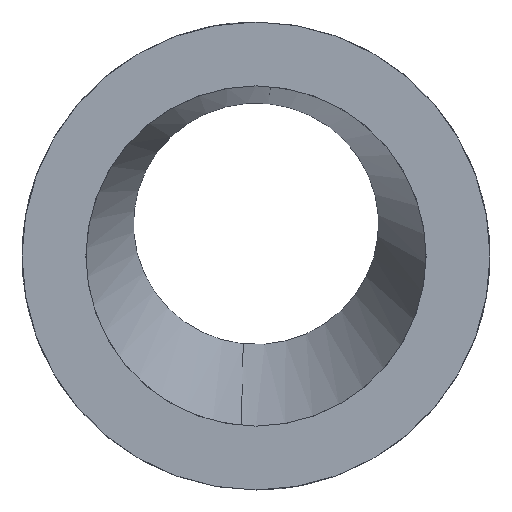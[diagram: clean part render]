
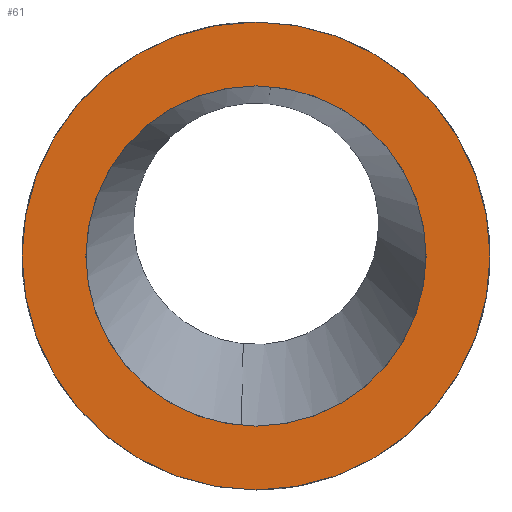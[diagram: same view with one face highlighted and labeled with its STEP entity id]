
A CAD part, front view. The second image highlights one B-rep face of the part: STEP entity #61.
In plain terms, the highlighted planar face has unit normal (0, -1, 0).
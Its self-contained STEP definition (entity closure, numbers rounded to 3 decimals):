
#53 = CIRCLE ( 'NONE', #1089, 31.5 ) ;
#61 = ADVANCED_FACE ( 'NONE', ( #717, #932 ), #363, .F. ) ;
#79 = DIRECTION ( 'NONE',  ( 0., 0., 1. ) ) ;
#120 = CARTESIAN_POINT ( 'NONE',  ( 0., -1.2, 31.5 ) ) ;
#151 = CARTESIAN_POINT ( 'NONE',  ( 0., -1.2, 0. ) ) ;
#153 = DIRECTION ( 'NONE',  ( 0., 1., 0. ) ) ;
#169 = DIRECTION ( 'NONE',  ( 0., 0., 1. ) ) ;
#175 = DIRECTION ( 'NONE',  ( 0., 0., 1. ) ) ;
#191 = CIRCLE ( 'NONE', #387, 22.9 ) ;
#192 = DIRECTION ( 'NONE',  ( 0., 1., 0. ) ) ;
#222 = ORIENTED_EDGE ( 'NONE', *, *, #395, .F. ) ;
#237 = AXIS2_PLACEMENT_3D ( 'NONE', #842, #505, #1309 ) ;
#321 = CARTESIAN_POINT ( 'NONE',  ( 0., -1.2, -31.5 ) ) ;
#355 = ORIENTED_EDGE ( 'NONE', *, *, #657, .F. ) ;
#363 = PLANE ( 'NONE',  #1036 ) ;
#387 = AXIS2_PLACEMENT_3D ( 'NONE', #151, #574, #175 ) ;
#395 = EDGE_CURVE ( 'NONE', #780, #452, #742, .T. ) ;
#452 = VERTEX_POINT ( 'NONE', #321 ) ;
#505 = DIRECTION ( 'NONE',  ( 0., 1., 0. ) ) ;
#507 = AXIS2_PLACEMENT_3D ( 'NONE', #510, #848, #169 ) ;
#510 = CARTESIAN_POINT ( 'NONE',  ( 0., -1.2, 0. ) ) ;
#574 = DIRECTION ( 'NONE',  ( 0., 1., 0. ) ) ;
#603 = DIRECTION ( 'NONE',  ( 0., 0., 1. ) ) ;
#617 = VERTEX_POINT ( 'NONE', #1348 ) ;
#657 = EDGE_CURVE ( 'NONE', #452, #780, #53, .T. ) ;
#658 = CARTESIAN_POINT ( 'NONE',  ( 0., -1.2, -22.9 ) ) ;
#679 = VERTEX_POINT ( 'NONE', #658 ) ;
#700 = EDGE_LOOP ( 'NONE', ( #809, #1061 ) ) ;
#717 = FACE_BOUND ( 'NONE', #700, .T. ) ;
#742 = CIRCLE ( 'NONE', #237, 31.5 ) ;
#780 = VERTEX_POINT ( 'NONE', #120 ) ;
#809 = ORIENTED_EDGE ( 'NONE', *, *, #841, .T. ) ;
#829 = CARTESIAN_POINT ( 'NONE',  ( 0., -1.2, 0. ) ) ;
#841 = EDGE_CURVE ( 'NONE', #617, #679, #191, .T. ) ;
#842 = CARTESIAN_POINT ( 'NONE',  ( 0., -1.2, 0. ) ) ;
#848 = DIRECTION ( 'NONE',  ( 0., 1., 0. ) ) ;
#860 = EDGE_CURVE ( 'NONE', #679, #617, #966, .T. ) ;
#893 = CARTESIAN_POINT ( 'NONE',  ( 0., -1.2, 0. ) ) ;
#932 = FACE_OUTER_BOUND ( 'NONE', #1302, .T. ) ;
#966 = CIRCLE ( 'NONE', #507, 22.9 ) ;
#1036 = AXIS2_PLACEMENT_3D ( 'NONE', #829, #153, #603 ) ;
#1061 = ORIENTED_EDGE ( 'NONE', *, *, #860, .T. ) ;
#1089 = AXIS2_PLACEMENT_3D ( 'NONE', #893, #192, #79 ) ;
#1302 = EDGE_LOOP ( 'NONE', ( #222, #355 ) ) ;
#1309 = DIRECTION ( 'NONE',  ( 0., 0., 1. ) ) ;
#1348 = CARTESIAN_POINT ( 'NONE',  ( 0., -1.2, 22.9 ) ) ;
